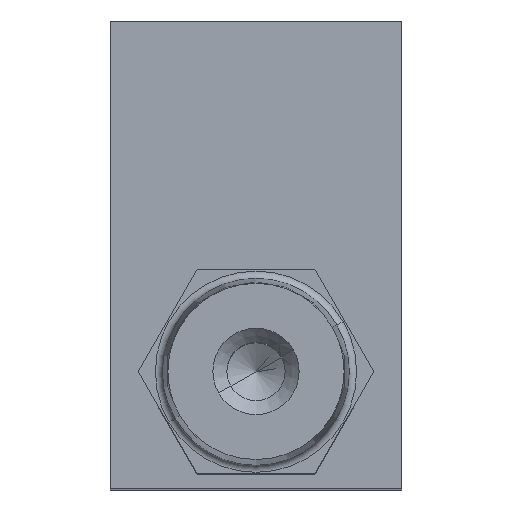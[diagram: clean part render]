
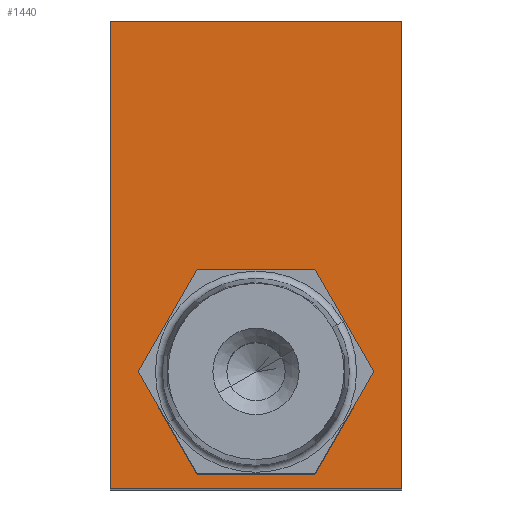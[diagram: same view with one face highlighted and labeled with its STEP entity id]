
A CAD part, top view. The second image highlights one B-rep face of the part: STEP entity #1440.
In plain terms, the highlighted planar face has unit normal (0, 0, 1).
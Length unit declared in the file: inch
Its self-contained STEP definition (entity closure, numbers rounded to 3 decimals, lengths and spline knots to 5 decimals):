
#43 = EDGE_CURVE ( 'NONE', #726, #722, #2287, .T. ) ;
#53 = EDGE_CURVE ( 'NONE', #735, #736, #2270, .T. ) ;
#55 = EDGE_CURVE ( 'NONE', #722, #726, #2264, .T. ) ;
#56 = EDGE_CURVE ( 'NONE', #734, #736, #2265, .T. ) ;
#57 = EDGE_CURVE ( 'NONE', #731, #734, #2260, .T. ) ;
#58 = EDGE_CURVE ( 'NONE', #731, #735, #2258, .T. ) ;
#359 = AXIS2_PLACEMENT_3D ( 'NONE', #1255, #1256, #1257 ) ;
#437 = AXIS2_PLACEMENT_3D ( 'NONE', #1228, #1229, #1230 ) ;
#497 = PLANE ( 'NONE',  #647 ) ;
#498 = CARTESIAN_POINT ( 'NONE',  ( -0.3125, 0.75, 1.68 ) ) ;
#499 = DIRECTION ( 'NONE',  ( 0., 0., 1. ) ) ;
#500 = DIRECTION ( 'NONE',  ( 1., 0., 0. ) ) ;
#647 = AXIS2_PLACEMENT_3D ( 'NONE', #498, #499, #500 ) ;
#722 = VERTEX_POINT ( 'NONE', #1708 ) ;
#726 = VERTEX_POINT ( 'NONE', #1712 ) ;
#731 = VERTEX_POINT ( 'NONE', #1717 ) ;
#734 = VERTEX_POINT ( 'NONE', #1720 ) ;
#735 = VERTEX_POINT ( 'NONE', #1721 ) ;
#736 = VERTEX_POINT ( 'NONE', #1722 ) ;
#1114 = CARTESIAN_POINT ( 'NONE',  ( 0.3125, 0.75, 1.68 ) ) ;
#1115 = DIRECTION ( 'NONE',  ( 0., -1., 0. ) ) ;
#1116 = CARTESIAN_POINT ( 'NONE',  ( -0.3125, 0.75, 1.68 ) ) ;
#1117 = DIRECTION ( 'NONE',  ( 1., 0., 0. ) ) ;
#1118 = CARTESIAN_POINT ( 'NONE',  ( -0.3125, 0.75, 1.68 ) ) ;
#1119 = DIRECTION ( 'NONE',  ( 0., -1., 0. ) ) ;
#1228 = CARTESIAN_POINT ( 'NONE',  ( 0., 0., 1.68 ) ) ;
#1229 = DIRECTION ( 'NONE',  ( 0., 0., 1. ) ) ;
#1230 = DIRECTION ( 'NONE',  ( 1., 0., 0. ) ) ;
#1251 = CARTESIAN_POINT ( 'NONE',  ( -0.3125, -0.25, 1.68 ) ) ;
#1252 = DIRECTION ( 'NONE',  ( 1., 0., 0. ) ) ;
#1255 = CARTESIAN_POINT ( 'NONE',  ( 0., 0., 1.68 ) ) ;
#1256 = DIRECTION ( 'NONE',  ( 0., 0., 1. ) ) ;
#1257 = DIRECTION ( 'NONE',  ( 1., 0., 0. ) ) ;
#1440 = ADVANCED_FACE ( 'NONE', ( #1866, #1867 ), #497, .T. ) ;
#1708 = CARTESIAN_POINT ( 'NONE',  ( 0.136, 0., 1.68 ) ) ;
#1712 = CARTESIAN_POINT ( 'NONE',  ( -0.136, 0., 1.68 ) ) ;
#1717 = CARTESIAN_POINT ( 'NONE',  ( -0.3125, 0.75, 1.68 ) ) ;
#1720 = CARTESIAN_POINT ( 'NONE',  ( 0.3125, 0.75, 1.68 ) ) ;
#1721 = CARTESIAN_POINT ( 'NONE',  ( -0.3125, -0.25, 1.68 ) ) ;
#1722 = CARTESIAN_POINT ( 'NONE',  ( 0.3125, -0.25, 1.68 ) ) ;
#1866 = FACE_BOUND ( 'NONE', #2595, .T. ) ;
#1867 = FACE_OUTER_BOUND ( 'NONE', #2596, .T. ) ;
#2257 = VECTOR ( 'NONE', #1119, 39.37008 ) ;
#2258 = LINE ( 'NONE', #1118, #2257 ) ;
#2259 = VECTOR ( 'NONE', #1117, 39.37008 ) ;
#2260 = LINE ( 'NONE', #1116, #2259 ) ;
#2261 = VECTOR ( 'NONE', #1115, 39.37008 ) ;
#2264 = CIRCLE ( 'NONE', #359, 0.136 ) ;
#2265 = LINE ( 'NONE', #1114, #2261 ) ;
#2269 = VECTOR ( 'NONE', #1252, 39.37008 ) ;
#2270 = LINE ( 'NONE', #1251, #2269 ) ;
#2287 = CIRCLE ( 'NONE', #437, 0.136 ) ;
#2595 = EDGE_LOOP ( 'NONE', ( #2658, #2659 ) ) ;
#2596 = EDGE_LOOP ( 'NONE', ( #2660, #2661, #2662, #2663 ) ) ;
#2658 = ORIENTED_EDGE ( 'NONE', *, *, #55, .F. ) ;
#2659 = ORIENTED_EDGE ( 'NONE', *, *, #43, .F. ) ;
#2660 = ORIENTED_EDGE ( 'NONE', *, *, #53, .T. ) ;
#2661 = ORIENTED_EDGE ( 'NONE', *, *, #56, .F. ) ;
#2662 = ORIENTED_EDGE ( 'NONE', *, *, #57, .F. ) ;
#2663 = ORIENTED_EDGE ( 'NONE', *, *, #58, .T. ) ;
